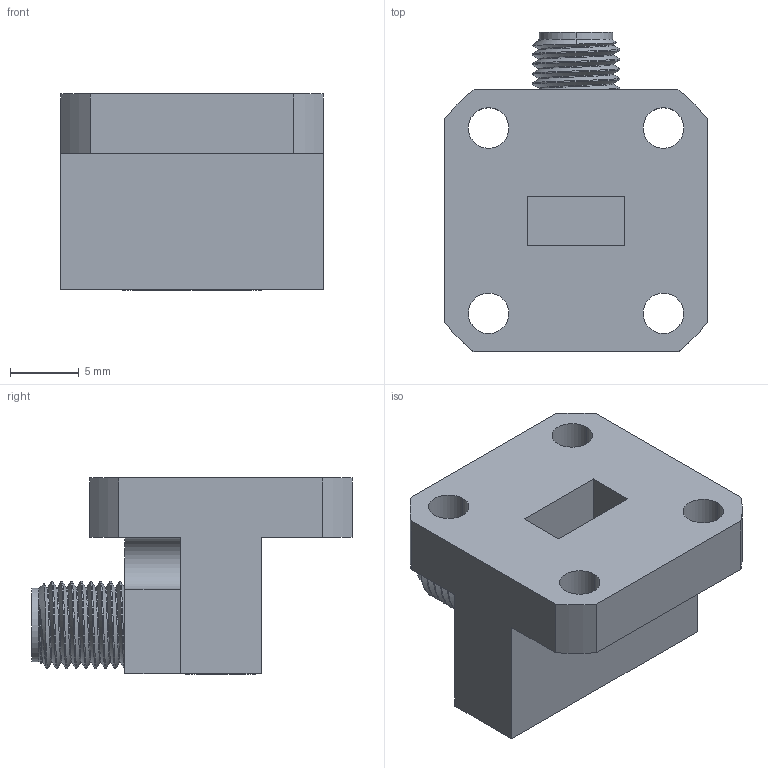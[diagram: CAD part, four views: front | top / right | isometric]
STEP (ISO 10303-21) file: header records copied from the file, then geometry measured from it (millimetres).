
FILE_DESCRIPTION (( 'STEP AP203' ), '1' );
FILE_NAME ('PEWCA1020.step', '2019-04-29T15:55:55', ( '' ), ( '' ), 'SwSTEP 2.0', 'SolidWorks 2018', '' );
FILE_SCHEMA (( 'CONFIG_CONTROL_DESIGN' ));
Length unit declared in the file: inch
Products named in the file (1): PEWCA1020
Bounding box: 19.05 x 23.24 x 14.24 mm (x, y, z)
Volume: 2571.8 mm3; surface area: 2274 mm2
Topology: 1 solids, 1 shells, 101 faces, 275 edges, 182 vertices
Faces by surface type: cylinder 46, plane 45, cone 6, bspline 4
Entity records: 4706 total; most frequent: CARTESIAN_POINT 2140, ORIENTED_EDGE 550, DIRECTION 495, EDGE_CURVE 275, VERTEX_POINT 182, AXIS2_PLACEMENT_3D 178, VECTOR 139, LINE 139
